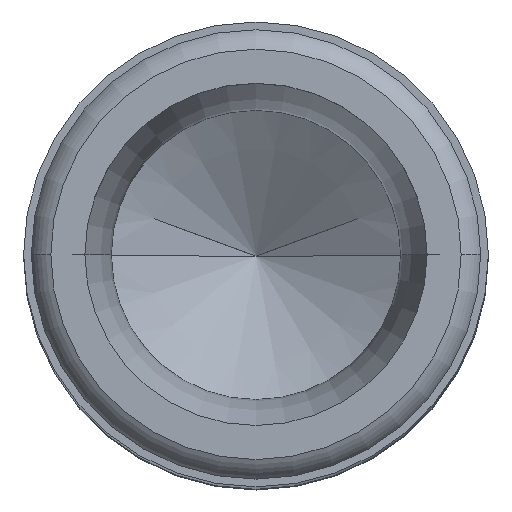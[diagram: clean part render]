
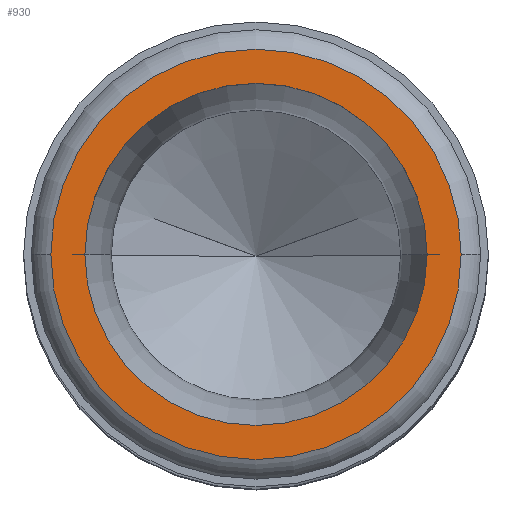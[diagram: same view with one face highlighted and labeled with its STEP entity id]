
A CAD part, top view. The second image highlights one B-rep face of the part: STEP entity #930.
In plain terms, the highlighted planar face has unit normal (0, 0, 1).
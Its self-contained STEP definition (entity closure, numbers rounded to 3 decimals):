
#241=CARTESIAN_POINT('',(0.,0.,12.263));
#242=DIRECTION('',(0.,0.,-1.));
#243=DIRECTION('',(1.,0.,0.));
#244=AXIS2_PLACEMENT_3D('',#241,#242,#243);
#251=CARTESIAN_POINT('',(0.,0.,12.263));
#252=DIRECTION('',(0.,0.,1.));
#253=DIRECTION('',(1.,0.,0.));
#254=AXIS2_PLACEMENT_3D('',#251,#252,#253);
#261=CARTESIAN_POINT('',(0.,0.,12.263));
#262=DIRECTION('',(0.,0.,-1.));
#263=DIRECTION('',(1.,0.,0.));
#264=AXIS2_PLACEMENT_3D('',#261,#262,#263);
#266=CARTESIAN_POINT('',(0.,0.,12.263));
#267=DIRECTION('',(0.,0.,1.));
#268=DIRECTION('',(1.,0.,0.));
#269=AXIS2_PLACEMENT_3D('',#266,#267,#268);
#530=CARTESIAN_POINT('',(2.209,0.,12.263));
#531=VERTEX_POINT('',#530);
#532=CARTESIAN_POINT('',(2.648,0.,12.263));
#534=VERTEX_POINT('',#532);
#565=CARTESIAN_POINT('',(-2.209,0.,12.263));
#566=VERTEX_POINT('',#565);
#567=CARTESIAN_POINT('',(-2.648,0.,12.263));
#569=VERTEX_POINT('',#567);
#915=CARTESIAN_POINT('',(0.,0.,12.263));
#916=DIRECTION('',(0.,0.,-1.));
#917=DIRECTION('',(1.,0.,0.));
#918=AXIS2_PLACEMENT_3D('',#915,#916,#917);
#919=PLANE('',#918);
#920=ORIENTED_EDGE('',*,*,#908,.F.);
#921=ORIENTED_EDGE('',*,*,#897,.T.);
#922=EDGE_LOOP('',(#920,#921));
#923=FACE_OUTER_BOUND('',#922,.F.);
#925=ORIENTED_EDGE('',*,*,#924,.F.);
#927=ORIENTED_EDGE('',*,*,#926,.T.);
#928=EDGE_LOOP('',(#925,#927));
#929=FACE_BOUND('',#928,.F.);
#930=ADVANCED_FACE('',(#923,#929),#919,.F.);
#245=CIRCLE('',#244,2.648);
#255=CIRCLE('',#254,2.648);
#265=CIRCLE('',#264,2.209);
#270=CIRCLE('',#269,2.209);
#897=EDGE_CURVE('',#534,#569,#245,.T.);
#908=EDGE_CURVE('',#534,#569,#255,.T.);
#924=EDGE_CURVE('',#531,#566,#265,.T.);
#926=EDGE_CURVE('',#531,#566,#270,.T.);
